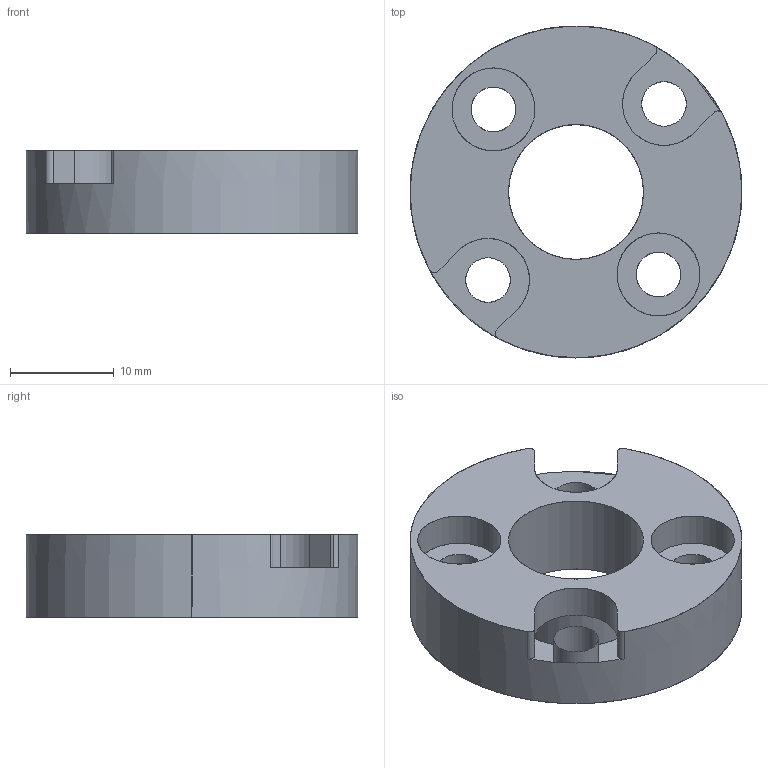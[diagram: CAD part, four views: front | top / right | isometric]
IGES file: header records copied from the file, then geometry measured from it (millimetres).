
Start section: SolidWorks IGES file using analytic representation for surfaces
Global section: file name: Z-TH1-P19.igs; native system: SolidWorks 2017; preprocessor: SolidWorks 2017; author: Schlichter; date: 200618.102427; units: millimetre
Bounding box: 32 x 32 x 8 mm (x, y, z)
Surface area: 2846.3 mm2 (no closed solid volume)
Topology: 0 solids, 0 shells, 34 faces, 820 edges, 820 vertices
Faces by surface type: revolution 24, bspline 10
